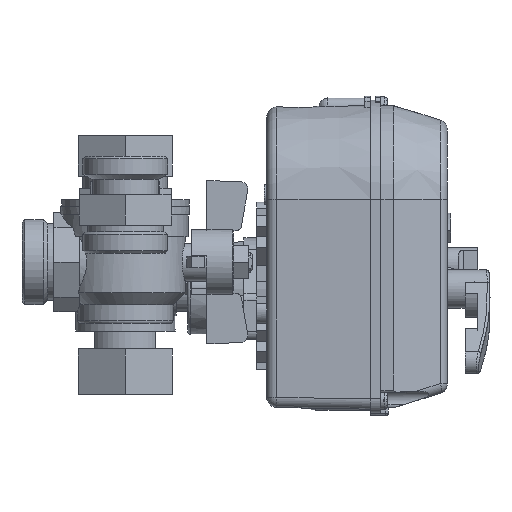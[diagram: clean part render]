
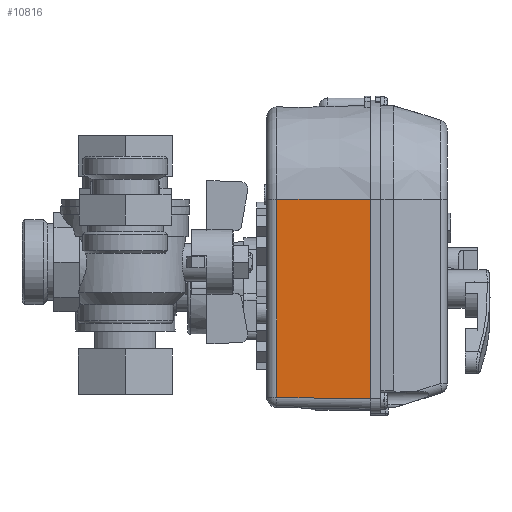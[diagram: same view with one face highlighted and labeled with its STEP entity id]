
A CAD part, left-side view. The second image highlights one B-rep face of the part: STEP entity #10816.
In plain terms, the highlighted planar face has unit normal (-1, 0.017, 0).
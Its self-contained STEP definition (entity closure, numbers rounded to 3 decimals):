
#1002=FACE_OUTER_BOUND('',#1750,.T.);
#1750=EDGE_LOOP('',(#9164,#9165,#9166,#9167));
#2675=LINE('',#18095,#3706);
#2679=LINE('',#18114,#3710);
#2695=LINE('',#18268,#3726);
#2696=LINE('',#18270,#3727);
#3706=VECTOR('',#14302,10.);
#3710=VECTOR('',#14330,10.);
#3726=VECTOR('',#14460,10.);
#3727=VECTOR('',#14463,10.);
#5091=VERTEX_POINT('',#18092);
#5092=VERTEX_POINT('',#18094);
#5095=VERTEX_POINT('',#18109);
#5124=VERTEX_POINT('',#18266);
#6458=EDGE_CURVE('',#5091,#5092,#2675,.T.);
#6470=EDGE_CURVE('',#5092,#5095,#2679,.T.);
#6516=EDGE_CURVE('',#5095,#5124,#2695,.T.);
#6517=EDGE_CURVE('',#5091,#5124,#2696,.T.);
#9164=ORIENTED_EDGE('',*,*,#6517,.T.);
#9165=ORIENTED_EDGE('',*,*,#6516,.F.);
#9166=ORIENTED_EDGE('',*,*,#6470,.F.);
#9167=ORIENTED_EDGE('',*,*,#6458,.F.);
#10205=PLANE('',#11818);
#10816=ADVANCED_FACE('',(#1002),#10205,.F.);
#11818=AXIS2_PLACEMENT_3D('',#18269,#14461,#14462);
#14302=DIRECTION('',(0.017,1.,0.017));
#14330=DIRECTION('',(0.,0.,1.));
#14460=DIRECTION('',(-0.017,-1.,0.));
#14461=DIRECTION('center_axis',(1.,-0.017,0.));
#14462=DIRECTION('ref_axis',(0.017,1.,0.));
#14463=DIRECTION('',(0.,0.,1.));
#18092=CARTESIAN_POINT('',(-36.96,-96.2,-75.66));
#18094=CARTESIAN_POINT('',(-36.319,-59.43,-75.019));
#18095=CARTESIAN_POINT('',(-36.24,-54.938,-74.941));
#18109=CARTESIAN_POINT('',(-36.319,-59.43,2.6));
#18114=CARTESIAN_POINT('',(-36.319,-59.43,-52.758));
#18266=CARTESIAN_POINT('',(-36.96,-96.2,2.6));
#18268=CARTESIAN_POINT('',(-36.25,-55.5,2.6));
#18269=CARTESIAN_POINT('Origin',(-36.25,-55.5,-78.95));
#18270=CARTESIAN_POINT('',(-36.96,-96.2,-54.158));
